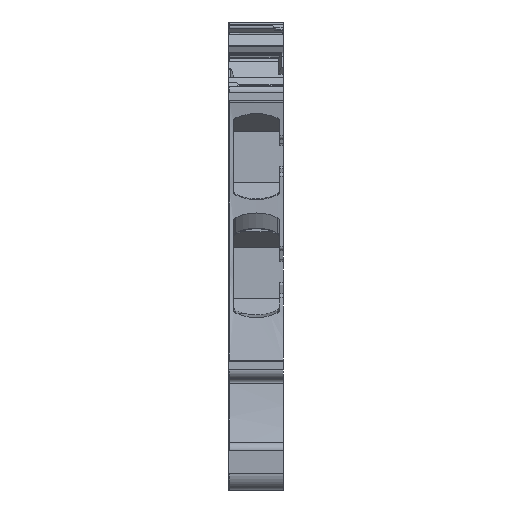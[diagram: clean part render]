
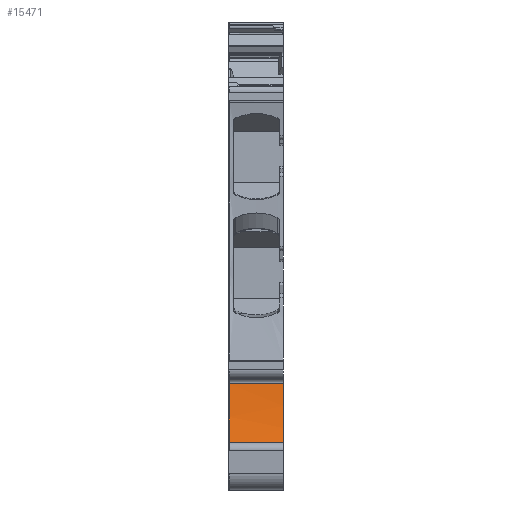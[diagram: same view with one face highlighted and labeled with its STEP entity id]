
A CAD part, front view. The second image highlights one B-rep face of the part: STEP entity #15471.
In plain terms, the highlighted cylindrical face has radius 36.4 mm (diameter 72.8 mm), a partial arc.
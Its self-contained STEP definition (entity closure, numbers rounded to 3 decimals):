
#15451=AXIS2_PLACEMENT_3D('Cylinder Axis2P3D',#15448,#15449,#15450) ;
#15462=AXIS2_PLACEMENT_3D('Circle Axis2P3D',#15460,#15461,$) ;
#4726=CARTESIAN_POINT('Vertex',(0.05,5.13,11.894)) ;
#4768=CARTESIAN_POINT('Vertex',(0.05,3.513,4.545)) ;
#4774=CARTESIAN_POINT('Control Point',(0.05,5.13,11.894)) ;
#4775=CARTESIAN_POINT('Control Point',(0.05,4.96,10.396)) ;
#4776=CARTESIAN_POINT('Control Point',(0.05,4.712,8.907)) ;
#4777=CARTESIAN_POINT('Control Point',(0.05,4.388,7.432)) ;
#4778=CARTESIAN_POINT('Control Point',(0.05,3.988,5.976)) ;
#4779=CARTESIAN_POINT('Control Point',(0.05,3.513,4.545)) ;
#15429=CARTESIAN_POINT('Line Origine',(3.05,5.13,11.894)) ;
#15433=CARTESIAN_POINT('Vertex',(6.1,5.13,11.894)) ;
#15448=CARTESIAN_POINT('Axis2P3D Location',(3.05,-31.037,16.)) ;
#15453=CARTESIAN_POINT('Line Origine',(3.05,3.513,4.545)) ;
#15457=CARTESIAN_POINT('Vertex',(6.1,3.513,4.545)) ;
#15460=CARTESIAN_POINT('Axis2P3D Location',(6.1,-31.037,16.)) ;
#15430=DIRECTION('Vector Direction',(1.,0.,0.)) ;
#15449=DIRECTION('Axis2P3D Direction',(1.,0.,0.)) ;
#15450=DIRECTION('Axis2P3D XDirection',(0.,0.949,-0.315)) ;
#15454=DIRECTION('Vector Direction',(1.,0.,0.)) ;
#15461=DIRECTION('Axis2P3D Direction',(1.,0.,0.)) ;
#15431=VECTOR('Line Direction',#15430,1.) ;
#15455=VECTOR('Line Direction',#15454,1.) ;
#15466=ORIENTED_EDGE('',*,*,#4780,.F.) ;
#15467=ORIENTED_EDGE('',*,*,#15459,.T.) ;
#15468=ORIENTED_EDGE('',*,*,#15464,.F.) ;
#15469=ORIENTED_EDGE('',*,*,#15435,.F.) ;
#15471=ADVANCED_FACE('MLD\\MLD_AL4C_4',(#15470),#15452,.F.) ;
#4773=B_SPLINE_CURVE_WITH_KNOTS('',5,(#4774,#4775,#4776,#4777,#4778,#4779),.UNSPECIFIED.,.F.,.U.,(6,6),(175.274,182.811),.UNSPECIFIED.) ;
#15463=CIRCLE('generated circle',#15462,36.4) ;
#15452=CYLINDRICAL_SURFACE('generated cylinder',#15451,36.4) ;
#4780=EDGE_CURVE('',#4769,#4727,#4773,.F.) ;
#15435=EDGE_CURVE('',#4727,#15434,#15432,.T.) ;
#15459=EDGE_CURVE('',#4769,#15458,#15456,.T.) ;
#15464=EDGE_CURVE('',#15434,#15458,#15463,.F.) ;
#15465=EDGE_LOOP('',(#15466,#15467,#15468,#15469)) ;
#15470=FACE_OUTER_BOUND('',#15465,.T.) ;
#15432=LINE('Line',#15429,#15431) ;
#15456=LINE('Line',#15453,#15455) ;
#4727=VERTEX_POINT('',#4726) ;
#4769=VERTEX_POINT('',#4768) ;
#15434=VERTEX_POINT('',#15433) ;
#15458=VERTEX_POINT('',#15457) ;
